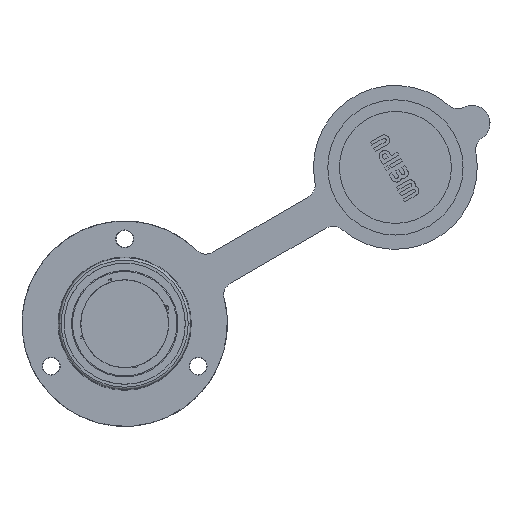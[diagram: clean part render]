
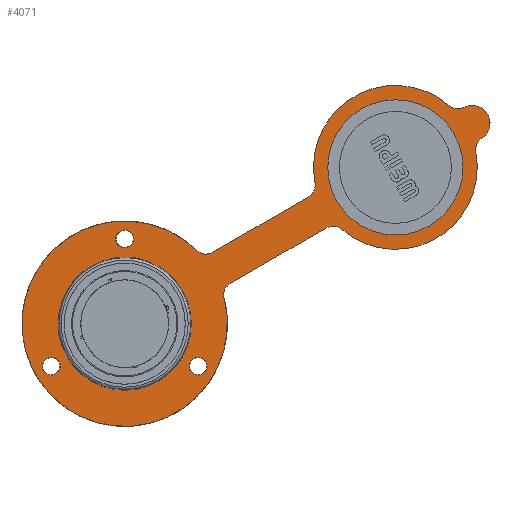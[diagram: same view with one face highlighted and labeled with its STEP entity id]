
A CAD part, front view. The second image highlights one B-rep face of the part: STEP entity #4071.
In plain terms, the highlighted planar face has unit normal (0, -1, 0).
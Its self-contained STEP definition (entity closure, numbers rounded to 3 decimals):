
#153=CARTESIAN_POINT('',(23.,12.,-23.016));
#154=DIRECTION('',(0.,1.,0.));
#155=DIRECTION('',(0.969,0.,0.248));
#156=AXIS2_PLACEMENT_3D('',#153,#154,#155);
#158=CARTESIAN_POINT('',(41.185,12.,-4.434));
#159=DIRECTION('',(0.,-1.,0.));
#160=DIRECTION('',(-0.699,0.,-0.715));
#161=AXIS2_PLACEMENT_3D('',#158,#159,#160);
#163=CARTESIAN_POINT('',(62.654,12.,7.961));
#164=DIRECTION('',(0.,-1.,0.));
#165=DIRECTION('',(0.5,0.,-0.866));
#166=AXIS2_PLACEMENT_3D('',#163,#164,#165);
#168=CARTESIAN_POINT('',(83.622,12.,11.984));
#169=DIRECTION('',(0.,1.,0.));
#170=DIRECTION('',(-0.982,0.,-0.188));
#171=AXIS2_PLACEMENT_3D('',#168,#169,#170);
#173=CARTESIAN_POINT('',(97.595,12.,28.126));
#174=DIRECTION('',(0.,-1.,0.));
#175=DIRECTION('',(-0.654,0.,-0.756));
#176=AXIS2_PLACEMENT_3D('',#173,#174,#175);
#178=CARTESIAN_POINT('',(100.812,12.,21.909));
#179=DIRECTION('',(0.,1.,0.));
#180=DIRECTION('',(-0.46,0.,0.888));
#181=AXIS2_PLACEMENT_3D('',#178,#179,#180);
#183=CARTESIAN_POINT('',(100.812,12.,21.909));
#184=DIRECTION('',(0.,1.,0.));
#185=DIRECTION('',(0.866,0.,0.5));
#186=AXIS2_PLACEMENT_3D('',#183,#184,#185);
#188=CARTESIAN_POINT('',(104.588,12.,16.015));
#189=DIRECTION('',(0.,-1.,0.));
#190=DIRECTION('',(-0.539,0.,0.842));
#191=AXIS2_PLACEMENT_3D('',#188,#189,#190);
#193=CARTESIAN_POINT('',(83.622,12.,11.984));
#194=DIRECTION('',(0.,1.,0.));
#195=DIRECTION('',(0.982,0.,0.189));
#196=AXIS2_PLACEMENT_3D('',#193,#194,#195);
#198=CARTESIAN_POINT('',(69.654,12.,-4.163));
#199=DIRECTION('',(0.,-1.,0.));
#200=DIRECTION('',(0.654,0.,0.756));
#201=AXIS2_PLACEMENT_3D('',#198,#199,#200);
#203=CARTESIAN_POINT('',(48.185,12.,-16.558));
#204=DIRECTION('',(0.,-1.,0.));
#205=DIRECTION('',(-0.5,0.,0.866));
#206=AXIS2_PLACEMENT_3D('',#203,#204,#205);
#208=CARTESIAN_POINT('',(23.,12.,-4.016));
#209=DIRECTION('',(0.,-1.,0.));
#210=DIRECTION('',(-0.866,0.,-0.5));
#211=AXIS2_PLACEMENT_3D('',#208,#209,#210);
#213=CARTESIAN_POINT('',(23.,12.,-4.016));
#214=DIRECTION('',(0.,-1.,0.));
#215=DIRECTION('',(0.866,0.,0.5));
#216=AXIS2_PLACEMENT_3D('',#213,#214,#215);
#218=CARTESIAN_POINT('',(6.546,12.,-32.516));
#219=DIRECTION('',(0.,-1.,0.));
#220=DIRECTION('',(-0.866,0.,-0.5));
#221=AXIS2_PLACEMENT_3D('',#218,#219,#220);
#223=CARTESIAN_POINT('',(6.546,12.,-32.516));
#224=DIRECTION('',(0.,-1.,0.));
#225=DIRECTION('',(0.866,0.,0.5));
#226=AXIS2_PLACEMENT_3D('',#223,#224,#225);
#228=CARTESIAN_POINT('',(39.454,12.,-32.516));
#229=DIRECTION('',(0.,-1.,0.));
#230=DIRECTION('',(-0.866,0.,-0.5));
#231=AXIS2_PLACEMENT_3D('',#228,#229,#230);
#233=CARTESIAN_POINT('',(39.454,12.,-32.516));
#234=DIRECTION('',(0.,-1.,0.));
#235=DIRECTION('',(0.866,0.,0.5));
#236=AXIS2_PLACEMENT_3D('',#233,#234,#235);
#238=CARTESIAN_POINT('',(83.622,12.,11.984));
#239=DIRECTION('',(0.,-1.,0.));
#240=DIRECTION('',(0.866,0.,0.5));
#241=AXIS2_PLACEMENT_3D('',#238,#239,#240);
#243=CARTESIAN_POINT('',(83.622,12.,11.984));
#244=DIRECTION('',(0.,-1.,0.));
#245=DIRECTION('',(-0.866,0.,-0.5));
#246=AXIS2_PLACEMENT_3D('',#243,#244,#245);
#1648=DIRECTION('',(0.866,0.,0.5));
#1649=VECTOR('',#1648,24.79);
#1650=CARTESIAN_POINT('',(46.685,12.,-13.96));
#1651=LINE('',#1650,#1649);
#1688=DIRECTION('',(-0.866,0.,-0.5));
#1689=VECTOR('',#1688,24.79);
#1690=CARTESIAN_POINT('',(64.154,12.,5.363));
#1691=LINE('',#1690,#1689);
#1716=CARTESIAN_POINT('',(23.,12.,-23.016));
#1717=DIRECTION('',(0.,-1.,0.));
#1718=DIRECTION('',(-1.,0.,0.));
#1719=AXIS2_PLACEMENT_3D('',#1716,#1717,#1718);
#1721=CARTESIAN_POINT('',(23.,12.,-23.016));
#1722=DIRECTION('',(0.,-1.,0.));
#1723=DIRECTION('',(1.,0.,0.));
#1724=AXIS2_PLACEMENT_3D('',#1721,#1722,#1723);
#3258=CARTESIAN_POINT('',(21.268,12.,-5.016));
#3259=CARTESIAN_POINT('',(24.732,12.,-3.016));
#3260=VERTEX_POINT('',#3258);
#3261=VERTEX_POINT('',#3259);
#3262=CARTESIAN_POINT('',(4.813,12.,-33.516));
#3263=CARTESIAN_POINT('',(8.278,12.,-31.516));
#3264=VERTEX_POINT('',#3262);
#3265=VERTEX_POINT('',#3263);
#3266=CARTESIAN_POINT('',(37.722,12.,-33.516));
#3267=CARTESIAN_POINT('',(41.187,12.,-31.516));
#3268=VERTEX_POINT('',#3266);
#3269=VERTEX_POINT('',#3267);
#3270=CARTESIAN_POINT('',(45.279,12.,-17.303));
#3271=CARTESIAN_POINT('',(39.087,12.,-6.578));
#3272=VERTEX_POINT('',#3270);
#3273=VERTEX_POINT('',#3271);
#3274=CARTESIAN_POINT('',(42.685,12.,-7.032));
#3275=VERTEX_POINT('',#3274);
#3276=CARTESIAN_POINT('',(64.154,12.,5.363));
#3277=VERTEX_POINT('',#3276);
#3278=CARTESIAN_POINT('',(65.6,12.,8.527));
#3279=VERTEX_POINT('',#3278);
#3280=CARTESIAN_POINT('',(95.632,12.,25.858));
#3281=VERTEX_POINT('',#3280);
#3282=CARTESIAN_POINT('',(98.974,12.,25.462));
#3283=VERTEX_POINT('',#3282);
#3284=CARTESIAN_POINT('',(104.276,12.,23.909));
#3285=VERTEX_POINT('',#3284);
#3286=CARTESIAN_POINT('',(102.97,12.,18.541));
#3287=VERTEX_POINT('',#3286);
#3288=CARTESIAN_POINT('',(101.642,12.,15.448));
#3289=VERTEX_POINT('',#3288);
#3290=CARTESIAN_POINT('',(71.617,12.,-1.894));
#3291=VERTEX_POINT('',#3290);
#3292=CARTESIAN_POINT('',(68.154,12.,-1.565));
#3293=VERTEX_POINT('',#3292);
#3294=CARTESIAN_POINT('',(46.685,12.,-13.96));
#3295=VERTEX_POINT('',#3294);
#3296=CARTESIAN_POINT('',(96.742,12.,19.559));
#3297=CARTESIAN_POINT('',(70.501,12.,4.409));
#3298=VERTEX_POINT('',#3296);
#3299=VERTEX_POINT('',#3297);
#3647=CARTESIAN_POINT('',(8.08,12.,-23.016));
#3648=CARTESIAN_POINT('',(37.92,12.,-23.016));
#3649=VERTEX_POINT('',#3647);
#3650=VERTEX_POINT('',#3648);
#4009=CARTESIAN_POINT('',(53.669,12.,-5.309));
#4010=DIRECTION('',(0.,1.,0.));
#4011=DIRECTION('',(0.866,0.,0.5));
#4012=AXIS2_PLACEMENT_3D('',#4009,#4010,#4011);
#4013=PLANE('',#4012);
#4015=ORIENTED_EDGE('',*,*,#4014,.T.);
#4017=ORIENTED_EDGE('',*,*,#4016,.T.);
#4019=ORIENTED_EDGE('',*,*,#4018,.F.);
#4021=ORIENTED_EDGE('',*,*,#4020,.T.);
#4023=ORIENTED_EDGE('',*,*,#4022,.T.);
#4025=ORIENTED_EDGE('',*,*,#4024,.T.);
#4027=ORIENTED_EDGE('',*,*,#4026,.T.);
#4029=ORIENTED_EDGE('',*,*,#4028,.T.);
#4031=ORIENTED_EDGE('',*,*,#4030,.T.);
#4033=ORIENTED_EDGE('',*,*,#4032,.T.);
#4035=ORIENTED_EDGE('',*,*,#4034,.T.);
#4037=ORIENTED_EDGE('',*,*,#4036,.F.);
#4039=ORIENTED_EDGE('',*,*,#4038,.T.);
#4040=EDGE_LOOP('',(#4015,#4017,#4019,#4021,#4023,#4025,#4027,#4029,#4031,#4033,
#4035,#4037,#4039));
#4041=FACE_OUTER_BOUND('',#4040,.F.);
#4043=ORIENTED_EDGE('',*,*,#4042,.T.);
#4045=ORIENTED_EDGE('',*,*,#4044,.T.);
#4046=EDGE_LOOP('',(#4043,#4045));
#4047=FACE_BOUND('',#4046,.F.);
#4049=ORIENTED_EDGE('',*,*,#4048,.T.);
#4051=ORIENTED_EDGE('',*,*,#4050,.T.);
#4052=EDGE_LOOP('',(#4049,#4051));
#4053=FACE_BOUND('',#4052,.F.);
#4055=ORIENTED_EDGE('',*,*,#4054,.T.);
#4057=ORIENTED_EDGE('',*,*,#4056,.T.);
#4058=EDGE_LOOP('',(#4055,#4057));
#4059=FACE_BOUND('',#4058,.F.);
#4060=ORIENTED_EDGE('',*,*,#3999,.T.);
#4062=ORIENTED_EDGE('',*,*,#4061,.T.);
#4063=EDGE_LOOP('',(#4060,#4062));
#4064=FACE_BOUND('',#4063,.F.);
#4066=ORIENTED_EDGE('',*,*,#4065,.T.);
#4068=ORIENTED_EDGE('',*,*,#4067,.T.);
#4069=EDGE_LOOP('',(#4066,#4068));
#4070=FACE_BOUND('',#4069,.F.);
#4071=ADVANCED_FACE('',(#4041,#4047,#4053,#4059,#4064,#4070),#4013,.F.);
#157=CIRCLE('',#156,23.);
#162=CIRCLE('',#161,3.);
#167=CIRCLE('',#166,3.);
#172=CIRCLE('',#171,18.35);
#177=CIRCLE('',#176,3.);
#182=CIRCLE('',#181,4.);
#187=CIRCLE('',#186,4.);
#192=CIRCLE('',#191,3.);
#197=CIRCLE('',#196,18.35);
#202=CIRCLE('',#201,3.);
#207=CIRCLE('',#206,3.);
#212=CIRCLE('',#211,2.);
#217=CIRCLE('',#216,2.);
#222=CIRCLE('',#221,2.);
#227=CIRCLE('',#226,2.);
#232=CIRCLE('',#231,2.);
#237=CIRCLE('',#236,2.);
#242=CIRCLE('',#241,15.15);
#247=CIRCLE('',#246,15.15);
#1720=CIRCLE('',#1719,14.92);
#1725=CIRCLE('',#1724,14.92);
#3999=EDGE_CURVE('',#3298,#3299,#242,.T.);
#4014=EDGE_CURVE('',#3272,#3273,#157,.T.);
#4016=EDGE_CURVE('',#3273,#3275,#162,.T.);
#4018=EDGE_CURVE('',#3277,#3275,#1691,.T.);
#4020=EDGE_CURVE('',#3277,#3279,#167,.T.);
#4022=EDGE_CURVE('',#3279,#3281,#172,.T.);
#4024=EDGE_CURVE('',#3281,#3283,#177,.T.);
#4026=EDGE_CURVE('',#3283,#3285,#182,.T.);
#4028=EDGE_CURVE('',#3285,#3287,#187,.T.);
#4030=EDGE_CURVE('',#3287,#3289,#192,.T.);
#4032=EDGE_CURVE('',#3289,#3291,#197,.T.);
#4034=EDGE_CURVE('',#3291,#3293,#202,.T.);
#4036=EDGE_CURVE('',#3295,#3293,#1651,.T.);
#4038=EDGE_CURVE('',#3295,#3272,#207,.T.);
#4042=EDGE_CURVE('',#3260,#3261,#212,.T.);
#4044=EDGE_CURVE('',#3261,#3260,#217,.T.);
#4048=EDGE_CURVE('',#3264,#3265,#222,.T.);
#4050=EDGE_CURVE('',#3265,#3264,#227,.T.);
#4054=EDGE_CURVE('',#3268,#3269,#232,.T.);
#4056=EDGE_CURVE('',#3269,#3268,#237,.T.);
#4061=EDGE_CURVE('',#3299,#3298,#247,.T.);
#4065=EDGE_CURVE('',#3649,#3650,#1720,.T.);
#4067=EDGE_CURVE('',#3650,#3649,#1725,.T.);
